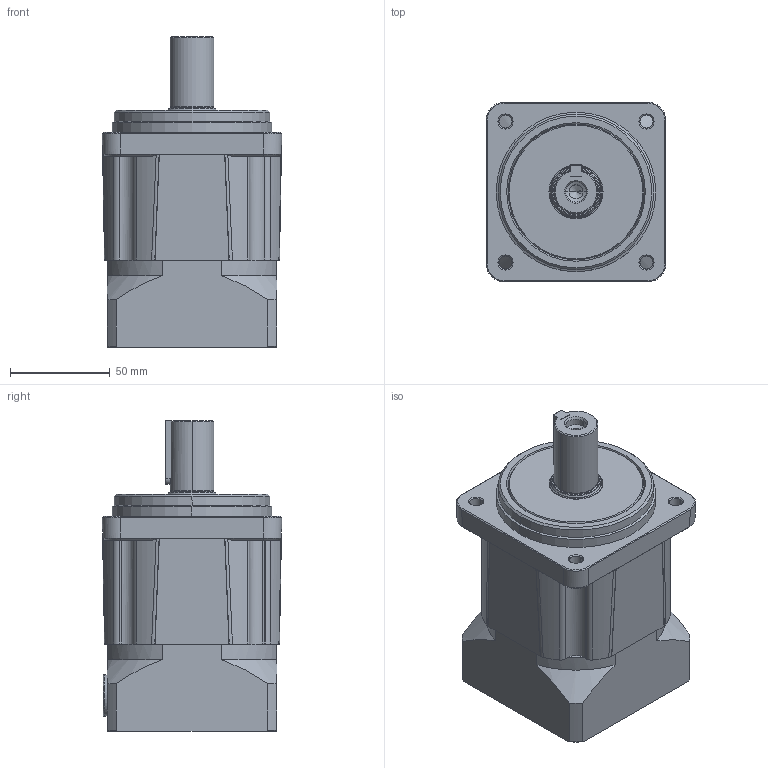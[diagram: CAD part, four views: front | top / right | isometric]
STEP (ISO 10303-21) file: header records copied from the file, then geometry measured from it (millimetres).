
FILE_DESCRIPTION (( 'STEP AP214' ), '1' );
FILE_NAME ('Outside_C013677_HPN-20A-xxx-J6AFC-CC1-BL3.step', '2023-03-08T23:53:40', ( 'Windows ユーザー' ), ( '' ), 'SwSTEP 2.0', 'SolidWorks 2021', '' );
FILE_SCHEMA (( 'AUTOMOTIVE_DESIGN' ));
Length unit declared in the file: millimetre
Products named in the file (1): Outside_C013677_HPN-20A-xxx-J6AFC-CC1-BL3
Bounding box: 90 x 90 x 155.8 mm (x, y, z)
Volume: 741079.1 mm3; surface area: 77150.7 mm2
Topology: 2 solids, 2 shells, 488 faces, 1201 edges, 755 vertices
Faces by surface type: plane 196, cylinder 159, cone 72, torus 32, bspline 21, sphere 8
Entity records: 20700 total; most frequent: CARTESIAN_POINT 4355, DIRECTION 2409, ORIENTED_EDGE 2382, EDGE_CURVE 1191, AXIS2_PLACEMENT_3D 905, VERTEX_POINT 755, LINE 599, VECTOR 599
